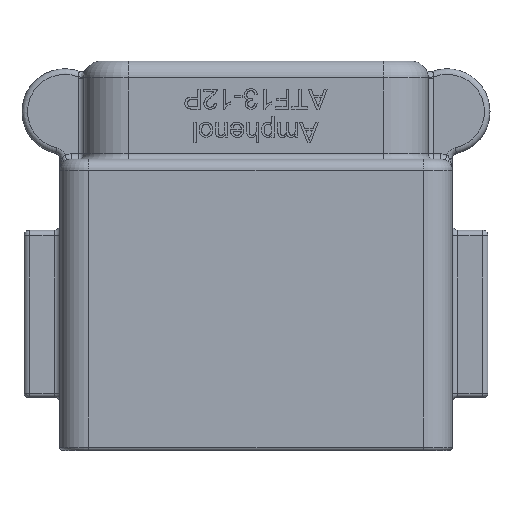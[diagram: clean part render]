
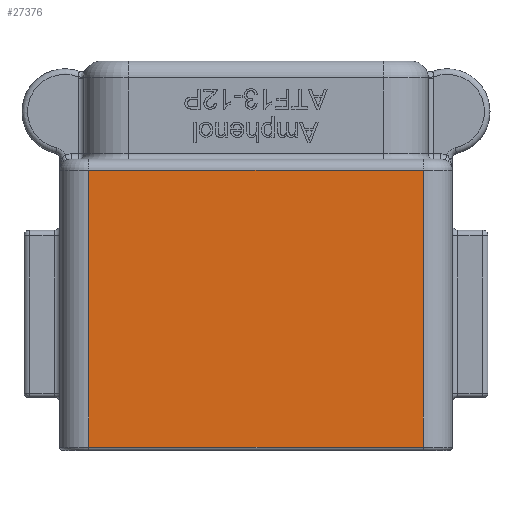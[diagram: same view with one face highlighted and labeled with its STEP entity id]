
A CAD part, top view. The second image highlights one B-rep face of the part: STEP entity #27376.
In plain terms, the highlighted planar face has unit normal (0, 0, 1).
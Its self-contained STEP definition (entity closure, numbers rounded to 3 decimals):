
#2772=DIRECTION('',(0.,1.,0.));
#2773=VECTOR('',#2772,24.8);
#2774=CARTESIAN_POINT('',(-14.975,0.2,11.1));
#2775=LINE('',#2774,#2773);
#9829=DIRECTION('',(1.,0.,0.));
#9830=VECTOR('',#9829,29.95);
#9831=CARTESIAN_POINT('',(-14.975,25.,11.1));
#9832=LINE('',#9831,#9830);
#9833=DIRECTION('',(0.,1.,0.));
#9834=VECTOR('',#9833,24.8);
#9835=CARTESIAN_POINT('',(14.975,0.2,11.1));
#9836=LINE('',#9835,#9834);
#9837=DIRECTION('',(-1.,0.,0.));
#9838=VECTOR('',#9837,29.95);
#9839=CARTESIAN_POINT('',(14.975,0.2,11.1));
#9840=LINE('',#9839,#9838);
#12188=CARTESIAN_POINT('',(14.975,0.2,11.1));
#12189=CARTESIAN_POINT('',(-14.975,0.2,11.1));
#12190=VERTEX_POINT('',#12188);
#12191=VERTEX_POINT('',#12189);
#12554=CARTESIAN_POINT('',(14.975,25.,11.1));
#12556=VERTEX_POINT('',#12554);
#12560=CARTESIAN_POINT('',(-14.975,25.,11.1));
#12561=VERTEX_POINT('',#12560);
#27363=CARTESIAN_POINT('',(-17.125,0.,11.1));
#27364=DIRECTION('',(0.,0.,1.));
#27365=DIRECTION('',(1.,0.,0.));
#27366=AXIS2_PLACEMENT_3D('',#27363,#27364,#27365);
#27367=PLANE('',#27366);
#27369=ORIENTED_EDGE('',*,*,#27368,.T.);
#27371=ORIENTED_EDGE('',*,*,#27370,.F.);
#27372=ORIENTED_EDGE('',*,*,#27357,.T.);
#27373=ORIENTED_EDGE('',*,*,#16825,.T.);
#27374=EDGE_LOOP('',(#27369,#27371,#27372,#27373));
#27375=FACE_OUTER_BOUND('',#27374,.F.);
#27376=ADVANCED_FACE('',(#27375),#27367,.T.);
#16825=EDGE_CURVE('',#12191,#12561,#2775,.T.);
#27357=EDGE_CURVE('',#12190,#12191,#9840,.T.);
#27368=EDGE_CURVE('',#12561,#12556,#9832,.T.);
#27370=EDGE_CURVE('',#12190,#12556,#9836,.T.);
